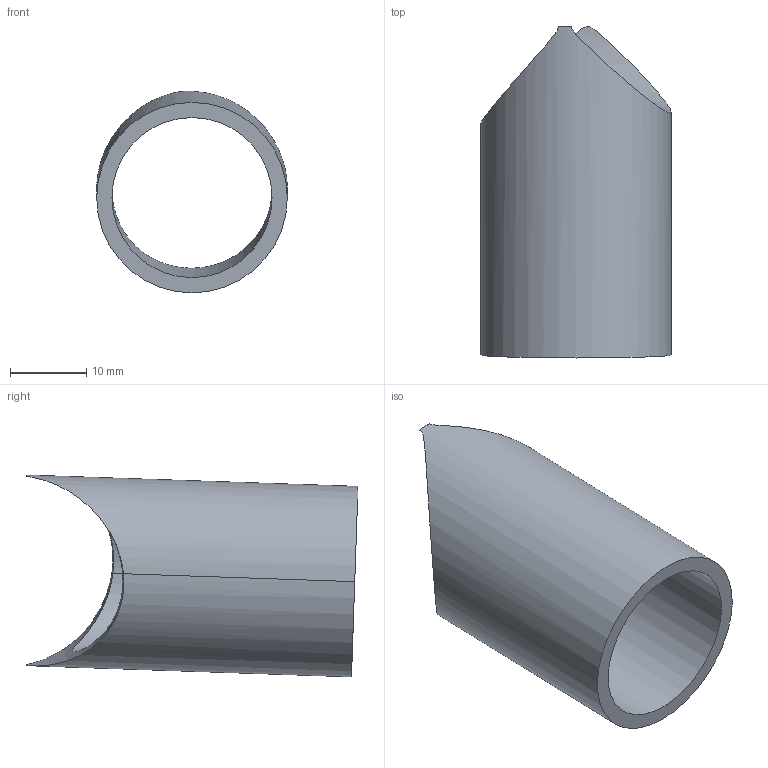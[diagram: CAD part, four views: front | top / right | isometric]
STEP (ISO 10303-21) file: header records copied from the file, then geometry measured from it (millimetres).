
FILE_DESCRIPTION(('CATIA V5 STEP Exchange'),'2;1');
FILE_NAME('120.stp','2021-12-07T14:14:10+00:00',('none'),('none'),'CATIA Version 5 Release 19 SP 2 (IN-10)','CATIA V5 STEP AP203','none');
FILE_SCHEMA(('CONFIG_CONTROL_DESIGN'));
Length unit declared in the file: millimetre
Products named in the file (1): Shape_236
Bounding box: 25 x 43.54 x 26.46 mm (x, y, z)
Volume: 4981.8 mm3; surface area: 5393.6 mm2
Topology: 1 solids, 1 shells, 8 faces, 21 edges, 14 vertices
Faces by surface type: cylinder 6, plane 2
Entity records: 424 total; most frequent: CARTESIAN_POINT 197, ORIENTED_EDGE 42, DIRECTION 27, EDGE_CURVE 21, AXIS2_PLACEMENT_3D 14, VERTEX_POINT 14, B_SPLINE_CURVE_WITH_KNOTS 10, EDGE_LOOP 9
